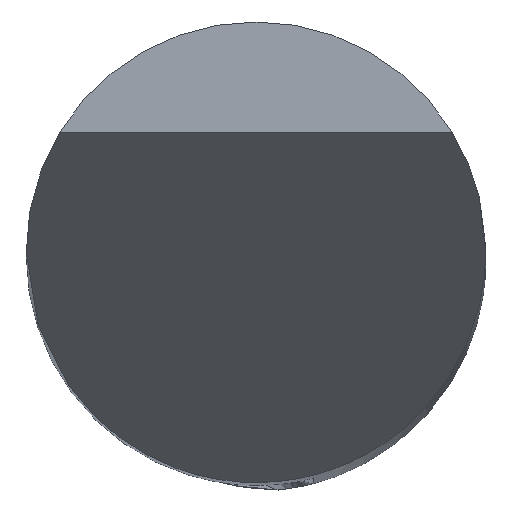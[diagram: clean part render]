
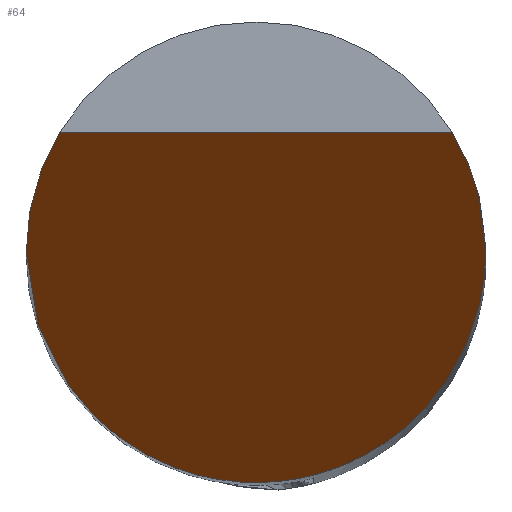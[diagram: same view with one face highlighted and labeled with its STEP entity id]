
A CAD part, top view. The second image highlights one B-rep face of the part: STEP entity #64.
In plain terms, the highlighted planar face has unit normal (0, -0.866, 0.5).
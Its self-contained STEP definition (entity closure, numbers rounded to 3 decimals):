
#45=PLANE('',#531);
#64=ADVANCED_FACE('',(#96),#45,.T.);
#96=FACE_OUTER_BOUND('',#122,.T.);
#122=EDGE_LOOP('',(#252,#253,#254,#255));
#146=(
BOUNDED_CURVE()
B_SPLINE_CURVE(3,(#694,#695,#696,#697),.UNSPECIFIED.,.F.,.F.)
B_SPLINE_CURVE_WITH_KNOTS((4,4),(0.,1.),.UNSPECIFIED.)
CURVE()
GEOMETRIC_REPRESENTATION_ITEM()
RATIONAL_B_SPLINE_CURVE((1.,0.975,0.975,1.))
REPRESENTATION_ITEM('')
);
#147=(
BOUNDED_CURVE()
B_SPLINE_CURVE(3,(#701,#702,#703,#704),.UNSPECIFIED.,.F.,.F.)
B_SPLINE_CURVE_WITH_KNOTS((4,4),(0.,1.),.UNSPECIFIED.)
CURVE()
GEOMETRIC_REPRESENTATION_ITEM()
RATIONAL_B_SPLINE_CURVE((1.,0.975,0.975,1.))
REPRESENTATION_ITEM('')
);
#150=(
BOUNDED_CURVE()
B_SPLINE_CURVE(3,(#750,#751,#752,#753),.UNSPECIFIED.,.F.,.F.)
B_SPLINE_CURVE_WITH_KNOTS((4,4),(0.,1.),.UNSPECIFIED.)
CURVE()
GEOMETRIC_REPRESENTATION_ITEM()
RATIONAL_B_SPLINE_CURVE((1.,0.333,0.333,1.))
REPRESENTATION_ITEM('')
);
#166=LINE('',#810,#201);
#201=VECTOR('',#578,1.);
#252=ORIENTED_EDGE('',*,*,#423,.T.);
#253=ORIENTED_EDGE('',*,*,#405,.T.);
#254=ORIENTED_EDGE('',*,*,#415,.T.);
#255=ORIENTED_EDGE('',*,*,#407,.T.);
#362=VERTEX_POINT('',#693);
#363=VERTEX_POINT('',#698);
#364=VERTEX_POINT('',#700);
#365=VERTEX_POINT('',#705);
#405=EDGE_CURVE('',#363,#362,#146,.T.);
#407=EDGE_CURVE('',#365,#364,#147,.T.);
#415=EDGE_CURVE('',#362,#365,#150,.T.);
#423=EDGE_CURVE('',#364,#363,#166,.T.);
#531=AXIS2_PLACEMENT_3D('',#811,#579,#580);
#578=DIRECTION('',(-1.,0.,0.));
#579=DIRECTION('',(0.,-0.866,0.5));
#580=DIRECTION('',(0.,0.5,0.866));
#693=CARTESIAN_POINT('',(-2.5,0.,0.));
#694=CARTESIAN_POINT('',(-2.136,1.299,2.25));
#695=CARTESIAN_POINT('',(-2.376,0.905,1.568));
#696=CARTESIAN_POINT('',(-2.5,0.461,0.799));
#697=CARTESIAN_POINT('',(-2.5,0.,0.));
#698=CARTESIAN_POINT('',(-2.136,1.299,2.25));
#700=CARTESIAN_POINT('',(2.136,1.299,2.25));
#701=CARTESIAN_POINT('',(2.5,0.,0.));
#702=CARTESIAN_POINT('',(2.5,0.461,0.799));
#703=CARTESIAN_POINT('',(2.376,0.905,1.568));
#704=CARTESIAN_POINT('',(2.136,1.299,2.25));
#705=CARTESIAN_POINT('',(2.5,0.,0.));
#750=CARTESIAN_POINT('',(-2.5,0.,0.));
#751=CARTESIAN_POINT('',(-2.5,-5.,-8.66));
#752=CARTESIAN_POINT('',(2.5,-5.,-8.66));
#753=CARTESIAN_POINT('',(2.5,0.,0.));
#810=CARTESIAN_POINT('',(-82.369,1.299,2.25));
#811=CARTESIAN_POINT('',(-82.369,4.054,7.021));
